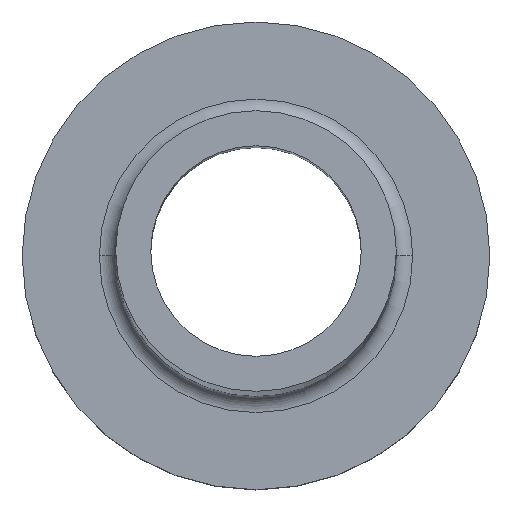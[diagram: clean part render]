
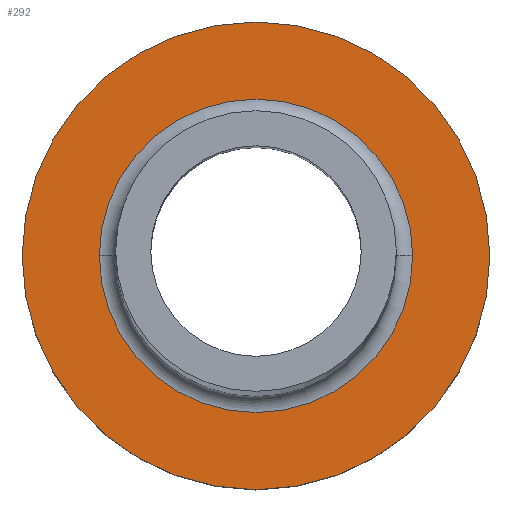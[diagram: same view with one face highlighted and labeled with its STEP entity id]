
A CAD part, top view. The second image highlights one B-rep face of the part: STEP entity #292.
In plain terms, the highlighted planar face has unit normal (0, 0, 1).
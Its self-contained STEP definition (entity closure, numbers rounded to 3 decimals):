
#4 = CIRCLE ( 'NONE', #98, 6.7 ) ;
#25 = FACE_OUTER_BOUND ( 'NONE', #167, .T. ) ;
#31 = CIRCLE ( 'NONE', #457, 10. ) ;
#34 = CARTESIAN_POINT ( 'NONE',  ( -6.7, 0., 7. ) ) ;
#40 = DIRECTION ( 'NONE',  ( 0., 0., 1. ) ) ;
#58 = ORIENTED_EDGE ( 'NONE', *, *, #173, .T. ) ;
#83 = CARTESIAN_POINT ( 'NONE',  ( 0., 0., 7. ) ) ;
#91 = VERTEX_POINT ( 'NONE', #254 ) ;
#98 = AXIS2_PLACEMENT_3D ( 'NONE', #359, #260, #185 ) ;
#138 = DIRECTION ( 'NONE',  ( 0., 0., 1. ) ) ;
#165 = CARTESIAN_POINT ( 'NONE',  ( 0., 0., 7. ) ) ;
#167 = EDGE_LOOP ( 'NONE', ( #263, #405 ) ) ;
#173 = EDGE_CURVE ( 'NONE', #91, #186, #353, .T. ) ;
#178 = AXIS2_PLACEMENT_3D ( 'NONE', #165, #138, #411 ) ;
#179 = CARTESIAN_POINT ( 'NONE',  ( 0., 0., 7. ) ) ;
#185 = DIRECTION ( 'NONE',  ( 1., 0., 0. ) ) ;
#186 = VERTEX_POINT ( 'NONE', #34 ) ;
#204 = EDGE_CURVE ( 'NONE', #186, #91, #4, .T. ) ;
#208 = VERTEX_POINT ( 'NONE', #291 ) ;
#210 = AXIS2_PLACEMENT_3D ( 'NONE', #179, #347, #350 ) ;
#237 = FACE_BOUND ( 'NONE', #298, .T. ) ;
#254 = CARTESIAN_POINT ( 'NONE',  ( 6.7, 0., 7. ) ) ;
#257 = CIRCLE ( 'NONE', #284, 10. ) ;
#260 = DIRECTION ( 'NONE',  ( 0., 0., -1. ) ) ;
#263 = ORIENTED_EDGE ( 'NONE', *, *, #459, .T. ) ;
#284 = AXIS2_PLACEMENT_3D ( 'NONE', #421, #387, #290 ) ;
#290 = DIRECTION ( 'NONE',  ( 1., 0., 0. ) ) ;
#291 = CARTESIAN_POINT ( 'NONE',  ( 10., 0., 7. ) ) ;
#292 = ADVANCED_FACE ( 'NONE', ( #237, #25 ), #444, .T. ) ;
#298 = EDGE_LOOP ( 'NONE', ( #58, #403 ) ) ;
#327 = VERTEX_POINT ( 'NONE', #409 ) ;
#347 = DIRECTION ( 'NONE',  ( 0., 0., -1. ) ) ;
#350 = DIRECTION ( 'NONE',  ( 1., 0., 0. ) ) ;
#353 = CIRCLE ( 'NONE', #210, 6.7 ) ;
#359 = CARTESIAN_POINT ( 'NONE',  ( 0., 0., 7. ) ) ;
#387 = DIRECTION ( 'NONE',  ( 0., 0., 1. ) ) ;
#403 = ORIENTED_EDGE ( 'NONE', *, *, #204, .T. ) ;
#405 = ORIENTED_EDGE ( 'NONE', *, *, #442, .T. ) ;
#409 = CARTESIAN_POINT ( 'NONE',  ( -10., 0., 7. ) ) ;
#411 = DIRECTION ( 'NONE',  ( 1., 0., 0. ) ) ;
#421 = CARTESIAN_POINT ( 'NONE',  ( 0., 0., 7. ) ) ;
#442 = EDGE_CURVE ( 'NONE', #208, #327, #257, .T. ) ;
#444 = PLANE ( 'NONE',  #178 ) ;
#457 = AXIS2_PLACEMENT_3D ( 'NONE', #83, #40, #458 ) ;
#458 = DIRECTION ( 'NONE',  ( 1., 0., 0. ) ) ;
#459 = EDGE_CURVE ( 'NONE', #327, #208, #31, .T. ) ;
